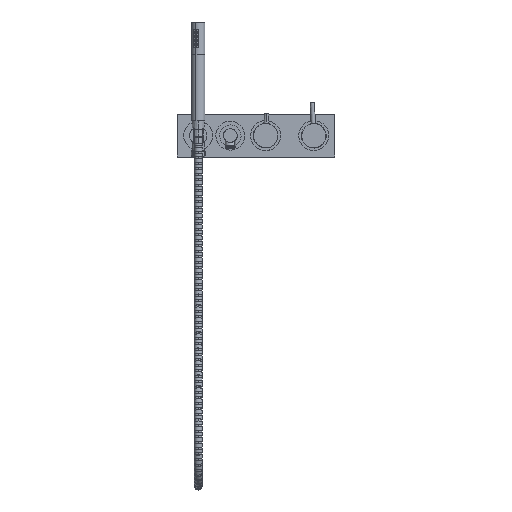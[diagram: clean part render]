
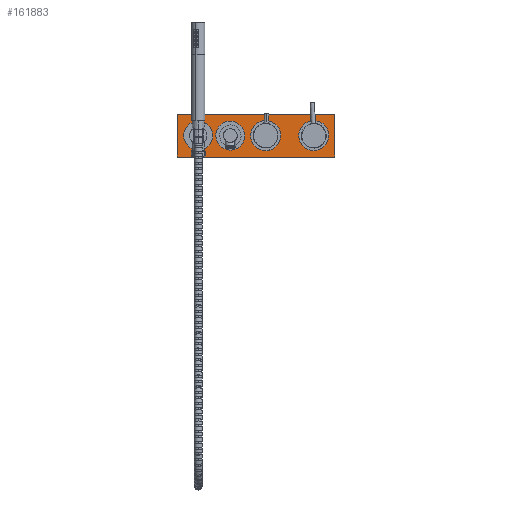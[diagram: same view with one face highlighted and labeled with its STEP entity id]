
A CAD part, top view. The second image highlights one B-rep face of the part: STEP entity #161883.
In plain terms, the highlighted planar face has unit normal (0, 0, 1).
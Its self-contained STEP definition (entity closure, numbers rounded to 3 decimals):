
#2371 = ORIENTED_EDGE ( 'NONE', *, *, #128566, .F. ) ;
#4308 = FACE_OUTER_BOUND ( 'NONE', #111435, .T. ) ;
#5753 = CIRCLE ( 'NONE', #82272, 12. ) ;
#5802 = DIRECTION ( 'NONE',  ( 0., -1., 0. ) ) ;
#7448 = ORIENTED_EDGE ( 'NONE', *, *, #167865, .F. ) ;
#8578 = FACE_BOUND ( 'NONE', #99858, .T. ) ;
#8712 = VERTEX_POINT ( 'NONE', #147747 ) ;
#9988 = CARTESIAN_POINT ( 'NONE',  ( 144.5, 80., 57.3 ) ) ;
#11459 = CARTESIAN_POINT ( 'NONE',  ( -150.5, 0., 57.3 ) ) ;
#12076 = CARTESIAN_POINT ( 'NONE',  ( -150.5, 80., 57.3 ) ) ;
#15729 = AXIS2_PLACEMENT_3D ( 'NONE', #123026, #39557, #136992 ) ;
#16780 = EDGE_LOOP ( 'NONE', ( #146267, #83926 ) ) ;
#16794 = VECTOR ( 'NONE', #5802, 1000. ) ;
#18823 = VERTEX_POINT ( 'NONE', #93889 ) ;
#21756 = CIRCLE ( 'NONE', #142758, 23. ) ;
#28058 = CARTESIAN_POINT ( 'NONE',  ( 15., 40., 57.3 ) ) ;
#32094 = ORIENTED_EDGE ( 'NONE', *, *, #53383, .F. ) ;
#32680 = CIRCLE ( 'NONE', #123210, 12. ) ;
#33488 = AXIS2_PLACEMENT_3D ( 'NONE', #162218, #78771, #176220 ) ;
#39557 = DIRECTION ( 'NONE',  ( 0., 0., 1. ) ) ;
#40976 = EDGE_CURVE ( 'NONE', #8712, #169440, #78346, .T. ) ;
#41389 = VERTEX_POINT ( 'NONE', #103493 ) ;
#42105 = DIRECTION ( 'NONE',  ( -1., 0., 0. ) ) ;
#42179 = ORIENTED_EDGE ( 'NONE', *, *, #40976, .F. ) ;
#45861 = FACE_BOUND ( 'NONE', #77071, .T. ) ;
#46999 = VERTEX_POINT ( 'NONE', #69389 ) ;
#47241 = CARTESIAN_POINT ( 'NONE',  ( 105., 40., 57.3 ) ) ;
#51307 = ORIENTED_EDGE ( 'NONE', *, *, #75249, .T. ) ;
#53319 = ORIENTED_EDGE ( 'NONE', *, *, #144330, .F. ) ;
#53383 = EDGE_CURVE ( 'NONE', #169440, #8712, #21756, .T. ) ;
#54709 = VERTEX_POINT ( 'NONE', #136362 ) ;
#55288 = CARTESIAN_POINT ( 'NONE',  ( -3., 40., 57.3 ) ) ;
#55304 = CARTESIAN_POINT ( 'NONE',  ( 144.5, 0., 57.3 ) ) ;
#61203 = DIRECTION ( 'NONE',  ( 0., 0., 1. ) ) ;
#61297 = DIRECTION ( 'NONE',  ( -1., 0., 0. ) ) ;
#63540 = LINE ( 'NONE', #12076, #137501 ) ;
#64646 = CARTESIAN_POINT ( 'NONE',  ( -111., 40., 57.3 ) ) ;
#69315 = DIRECTION ( 'NONE',  ( 1., 0., 0. ) ) ;
#69389 = CARTESIAN_POINT ( 'NONE',  ( -123., 40., 57.3 ) ) ;
#71337 = LINE ( 'NONE', #55304, #145451 ) ;
#72624 = CARTESIAN_POINT ( 'NONE',  ( -150.5, 80., 57.3 ) ) ;
#73000 = VERTEX_POINT ( 'NONE', #9988 ) ;
#74526 = CARTESIAN_POINT ( 'NONE',  ( 15., 40., 57.3 ) ) ;
#75249 = EDGE_CURVE ( 'NONE', #54709, #18823, #172383, .T. ) ;
#75253 = AXIS2_PLACEMENT_3D ( 'NONE', #47241, #144704, #61297 ) ;
#77071 = EDGE_LOOP ( 'NONE', ( #53319, #7448 ) ) ;
#78346 = CIRCLE ( 'NONE', #142573, 23. ) ;
#78519 = FACE_BOUND ( 'NONE', #167453, .T. ) ;
#78608 = DIRECTION ( 'NONE',  ( -1., 0., 0. ) ) ;
#78771 = DIRECTION ( 'NONE',  ( 0., 0., 1. ) ) ;
#82272 = AXIS2_PLACEMENT_3D ( 'NONE', #165887, #82423, #179877 ) ;
#82423 = DIRECTION ( 'NONE',  ( 0., 0., 1. ) ) ;
#83926 = ORIENTED_EDGE ( 'NONE', *, *, #145190, .F. ) ;
#88490 = DIRECTION ( 'NONE',  ( -1., 0., 0. ) ) ;
#89387 = CARTESIAN_POINT ( 'NONE',  ( -150.5, 0., 57.3 ) ) ;
#92193 = EDGE_CURVE ( 'NONE', #41389, #160676, #112464, .T. ) ;
#92845 = DIRECTION ( 'NONE',  ( -1., 0., 0. ) ) ;
#93512 = ORIENTED_EDGE ( 'NONE', *, *, #96724, .T. ) ;
#93889 = CARTESIAN_POINT ( 'NONE',  ( 144.5, 0., 57.3 ) ) ;
#95570 = AXIS2_PLACEMENT_3D ( 'NONE', #55288, #152720, #69315 ) ;
#96724 = EDGE_CURVE ( 'NONE', #73000, #143304, #63540, .T. ) ;
#98338 = ORIENTED_EDGE ( 'NONE', *, *, #153366, .T. ) ;
#99858 = EDGE_LOOP ( 'NONE', ( #174960, #2371 ) ) ;
#102312 = VERTEX_POINT ( 'NONE', #135079 ) ;
#103493 = CARTESIAN_POINT ( 'NONE',  ( 82., 40., 57.3 ) ) ;
#105813 = CIRCLE ( 'NONE', #15729, 23. ) ;
#111435 = EDGE_LOOP ( 'NONE', ( #162069, #93512, #98338, #51307 ) ) ;
#112464 = CIRCLE ( 'NONE', #75253, 23. ) ;
#113063 = EDGE_CURVE ( 'NONE', #117022, #102312, #128261, .T. ) ;
#117022 = VERTEX_POINT ( 'NONE', #144860 ) ;
#122638 = CARTESIAN_POINT ( 'NONE',  ( 128., 40., 57.3 ) ) ;
#123026 = CARTESIAN_POINT ( 'NONE',  ( 105., 40., 57.3 ) ) ;
#123210 = AXIS2_PLACEMENT_3D ( 'NONE', #144603, #61203, #158630 ) ;
#123679 = LINE ( 'NONE', #89387, #16794 ) ;
#124128 = AXIS2_PLACEMENT_3D ( 'NONE', #64646, #162049, #78608 ) ;
#125555 = DIRECTION ( 'NONE',  ( 0., 0., 1. ) ) ;
#128261 = CIRCLE ( 'NONE', #33488, 12. ) ;
#128566 = EDGE_CURVE ( 'NONE', #102312, #117022, #32680, .T. ) ;
#135079 = CARTESIAN_POINT ( 'NONE',  ( -39., 40., 57.3 ) ) ;
#135206 = VECTOR ( 'NONE', #179122, 1000. ) ;
#136362 = CARTESIAN_POINT ( 'NONE',  ( -150.5, 0., 57.3 ) ) ;
#136992 = DIRECTION ( 'NONE',  ( -1., 0., 0. ) ) ;
#137501 = VECTOR ( 'NONE', #92845, 1000. ) ;
#142573 = AXIS2_PLACEMENT_3D ( 'NONE', #74526, #171935, #88490 ) ;
#142758 = AXIS2_PLACEMENT_3D ( 'NONE', #28058, #125555, #42105 ) ;
#143270 = CARTESIAN_POINT ( 'NONE',  ( 38., 40., 57.3 ) ) ;
#143304 = VERTEX_POINT ( 'NONE', #72624 ) ;
#144330 = EDGE_CURVE ( 'NONE', #46999, #165163, #5753, .T. ) ;
#144603 = CARTESIAN_POINT ( 'NONE',  ( -51., 40., 57.3 ) ) ;
#144704 = DIRECTION ( 'NONE',  ( 0., 0., 1. ) ) ;
#144860 = CARTESIAN_POINT ( 'NONE',  ( -63., 40., 57.3 ) ) ;
#145190 = EDGE_CURVE ( 'NONE', #160676, #41389, #105813, .T. ) ;
#145451 = VECTOR ( 'NONE', #152735, 1000. ) ;
#146267 = ORIENTED_EDGE ( 'NONE', *, *, #92193, .F. ) ;
#147747 = CARTESIAN_POINT ( 'NONE',  ( -8., 40., 57.3 ) ) ;
#148250 = FACE_BOUND ( 'NONE', #16780, .T. ) ;
#152720 = DIRECTION ( 'NONE',  ( 0., 0., -1. ) ) ;
#152735 = DIRECTION ( 'NONE',  ( 0., 1., 0. ) ) ;
#153366 = EDGE_CURVE ( 'NONE', #143304, #54709, #123679, .T. ) ;
#154442 = EDGE_CURVE ( 'NONE', #18823, #73000, #71337, .T. ) ;
#158630 = DIRECTION ( 'NONE',  ( -1., 0., 0. ) ) ;
#160676 = VERTEX_POINT ( 'NONE', #122638 ) ;
#161883 = ADVANCED_FACE ( 'NONE', ( #45861, #8578, #78519, #148250, #4308 ), #163661, .F. ) ;
#162049 = DIRECTION ( 'NONE',  ( 0., 0., 1. ) ) ;
#162069 = ORIENTED_EDGE ( 'NONE', *, *, #154442, .T. ) ;
#162218 = CARTESIAN_POINT ( 'NONE',  ( -51., 40., 57.3 ) ) ;
#162524 = CIRCLE ( 'NONE', #124128, 12. ) ;
#163661 = PLANE ( 'NONE',  #95570 ) ;
#165163 = VERTEX_POINT ( 'NONE', #168010 ) ;
#165887 = CARTESIAN_POINT ( 'NONE',  ( -111., 40., 57.3 ) ) ;
#167453 = EDGE_LOOP ( 'NONE', ( #42179, #32094 ) ) ;
#167865 = EDGE_CURVE ( 'NONE', #165163, #46999, #162524, .T. ) ;
#168010 = CARTESIAN_POINT ( 'NONE',  ( -99., 40., 57.3 ) ) ;
#169440 = VERTEX_POINT ( 'NONE', #143270 ) ;
#171935 = DIRECTION ( 'NONE',  ( 0., 0., 1. ) ) ;
#172383 = LINE ( 'NONE', #11459, #135206 ) ;
#174960 = ORIENTED_EDGE ( 'NONE', *, *, #113063, .F. ) ;
#176220 = DIRECTION ( 'NONE',  ( -1., 0., 0. ) ) ;
#179122 = DIRECTION ( 'NONE',  ( 1., 0., 0. ) ) ;
#179877 = DIRECTION ( 'NONE',  ( -1., 0., 0. ) ) ;
